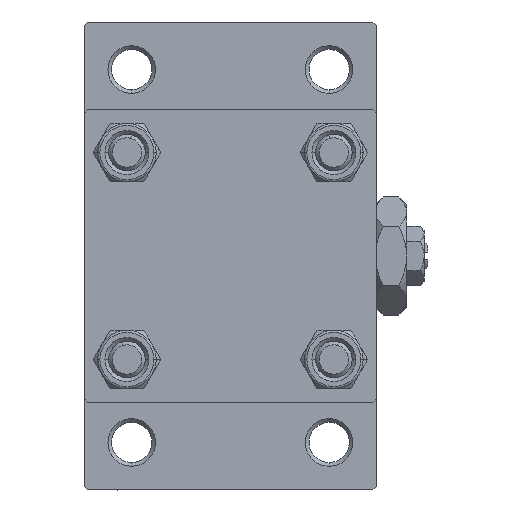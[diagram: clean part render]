
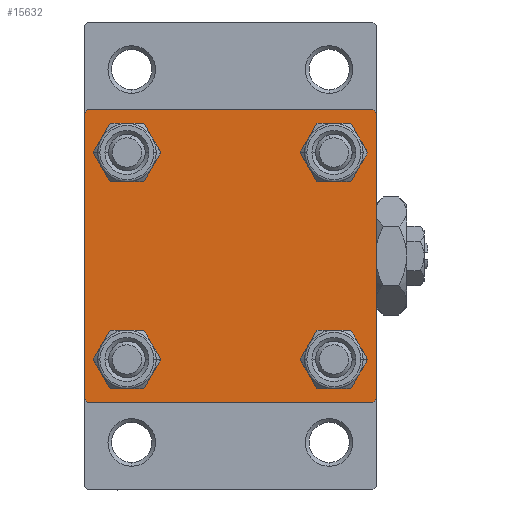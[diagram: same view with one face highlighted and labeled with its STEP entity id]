
A CAD part, left-side view. The second image highlights one B-rep face of the part: STEP entity #15632.
In plain terms, the highlighted planar face has unit normal (-1, 0, 0).
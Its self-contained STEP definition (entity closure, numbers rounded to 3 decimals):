
#77 = EDGE_CURVE ( 'NONE', #6972, #38918, #30407, .T. ) ;
#289 = DIRECTION ( 'NONE',  ( 1., 0., 0. ) ) ;
#422 = DIRECTION ( 'NONE',  ( 0., 0.707, 0.707 ) ) ;
#621 = DIRECTION ( 'NONE',  ( 1., 0., 0. ) ) ;
#1495 = AXIS2_PLACEMENT_3D ( 'NONE', #12040, #19273, #32362 ) ;
#2111 = DIRECTION ( 'NONE',  ( 1., 0., 0. ) ) ;
#2712 = CARTESIAN_POINT ( 'NONE',  ( 0., 0., 0. ) ) ;
#3213 = ORIENTED_EDGE ( 'NONE', *, *, #37528, .T. ) ;
#3435 = DIRECTION ( 'NONE',  ( 0., 0., 1. ) ) ;
#3948 = CARTESIAN_POINT ( 'NONE',  ( 0., 19.75, -19.75 ) ) ;
#4160 = LINE ( 'NONE', #45974, #8604 ) ;
#4250 = DIRECTION ( 'NONE',  ( 0., 0., 1. ) ) ;
#4701 = ORIENTED_EDGE ( 'NONE', *, *, #38542, .T. ) ;
#4782 = DIRECTION ( 'NONE',  ( 0., 0., 1. ) ) ;
#4851 = DIRECTION ( 'NONE',  ( 1., 0., 0. ) ) ;
#5251 = VERTEX_POINT ( 'NONE', #16781 ) ;
#5469 = EDGE_CURVE ( 'NONE', #38804, #16949, #7946, .T. ) ;
#6073 = CARTESIAN_POINT ( 'NONE',  ( 0., 14.15, 11.15 ) ) ;
#6140 = VECTOR ( 'NONE', #45646, 1000. ) ;
#6225 = DIRECTION ( 'NONE',  ( 1., 0., 0. ) ) ;
#6371 = EDGE_CURVE ( 'NONE', #16949, #40542, #45098, .T. ) ;
#6462 = DIRECTION ( 'NONE',  ( 0., 0., 1. ) ) ;
#6938 = DIRECTION ( 'NONE',  ( 0., 0., 1. ) ) ;
#6945 = FACE_BOUND ( 'NONE', #41843, .T. ) ;
#6972 = VERTEX_POINT ( 'NONE', #44434 ) ;
#7187 = AXIS2_PLACEMENT_3D ( 'NONE', #46162, #621, #6938 ) ;
#7483 = DIRECTION ( 'NONE',  ( 0., -1., 0. ) ) ;
#7946 = LINE ( 'NONE', #3948, #45579 ) ;
#8563 = LINE ( 'NONE', #46615, #21421 ) ;
#8604 = VECTOR ( 'NONE', #422, 1000. ) ;
#8616 = CARTESIAN_POINT ( 'NONE',  ( 0., -14.15, -14.15 ) ) ;
#8808 = DIRECTION ( 'NONE',  ( 0., 0., -1. ) ) ;
#9234 = ORIENTED_EDGE ( 'NONE', *, *, #31970, .T. ) ;
#11177 = FACE_BOUND ( 'NONE', #42341, .T. ) ;
#11519 = VERTEX_POINT ( 'NONE', #37624 ) ;
#12040 = CARTESIAN_POINT ( 'NONE',  ( 0., 14.15, -14.15 ) ) ;
#12624 = CIRCLE ( 'NONE', #34880, 3. ) ;
#12693 = VERTEX_POINT ( 'NONE', #25426 ) ;
#13965 = EDGE_LOOP ( 'NONE', ( #39871, #3213 ) ) ;
#14048 = LINE ( 'NONE', #36665, #37896 ) ;
#14710 = CARTESIAN_POINT ( 'NONE',  ( 0., -14.15, 11.15 ) ) ;
#14986 = LINE ( 'NONE', #26408, #34265 ) ;
#15632 = ADVANCED_FACE ( 'NONE', ( #45488, #6945, #30341, #11177, #25878 ), #22641, .T. ) ;
#15728 = CARTESIAN_POINT ( 'NONE',  ( 0., 14.15, -14.15 ) ) ;
#15959 = CIRCLE ( 'NONE', #7187, 3. ) ;
#16165 = EDGE_CURVE ( 'NONE', #38918, #6972, #41179, .T. ) ;
#16781 = CARTESIAN_POINT ( 'NONE',  ( 0., 14.15, -17.15 ) ) ;
#16949 = VERTEX_POINT ( 'NONE', #29161 ) ;
#17799 = CARTESIAN_POINT ( 'NONE',  ( 0., -14.15, 17.15 ) ) ;
#17856 = AXIS2_PLACEMENT_3D ( 'NONE', #15728, #29373, #47757 ) ;
#19051 = ORIENTED_EDGE ( 'NONE', *, *, #37172, .T. ) ;
#19209 = VERTEX_POINT ( 'NONE', #48253 ) ;
#19273 = DIRECTION ( 'NONE',  ( 1., 0., 0. ) ) ;
#20050 = CARTESIAN_POINT ( 'NONE',  ( 0., 20., -19.5 ) ) ;
#20968 = CARTESIAN_POINT ( 'NONE',  ( 0., -14.15, -17.15 ) ) ;
#21360 = EDGE_CURVE ( 'NONE', #42162, #25721, #31262, .T. ) ;
#21421 = VECTOR ( 'NONE', #8808, 1000. ) ;
#21547 = CARTESIAN_POINT ( 'NONE',  ( 0., -20., 20. ) ) ;
#21833 = VECTOR ( 'NONE', #36701, 1000. ) ;
#22151 = CARTESIAN_POINT ( 'NONE',  ( 0., -19.5, -20. ) ) ;
#22395 = DIRECTION ( 'NONE',  ( -1., 0., 0. ) ) ;
#22607 = CIRCLE ( 'NONE', #17856, 3. ) ;
#22641 = PLANE ( 'NONE',  #34022 ) ;
#22907 = DIRECTION ( 'NONE',  ( 0., -0.707, -0.707 ) ) ;
#23416 = ORIENTED_EDGE ( 'NONE', *, *, #41675, .F. ) ;
#23437 = EDGE_CURVE ( 'NONE', #12693, #5251, #22607, .T. ) ;
#23743 = EDGE_CURVE ( 'NONE', #11519, #39622, #48389, .T. ) ;
#24058 = CARTESIAN_POINT ( 'NONE',  ( 0., 14.15, 14.15 ) ) ;
#24387 = ORIENTED_EDGE ( 'NONE', *, *, #29492, .T. ) ;
#24698 = ORIENTED_EDGE ( 'NONE', *, *, #5469, .T. ) ;
#25426 = CARTESIAN_POINT ( 'NONE',  ( 0., 14.15, -11.15 ) ) ;
#25721 = VERTEX_POINT ( 'NONE', #14710 ) ;
#25878 = FACE_OUTER_BOUND ( 'NONE', #27366, .T. ) ;
#26189 = ORIENTED_EDGE ( 'NONE', *, *, #77, .T. ) ;
#26273 = CARTESIAN_POINT ( 'NONE',  ( 0., 19.75, 19.75 ) ) ;
#26408 = CARTESIAN_POINT ( 'NONE',  ( 0., 20., 20. ) ) ;
#27054 = VERTEX_POINT ( 'NONE', #45684 ) ;
#27366 = EDGE_LOOP ( 'NONE', ( #4701, #24698, #36880, #35744, #48557, #9234, #23416, #24387 ) ) ;
#27793 = DIRECTION ( 'NONE',  ( 0., 0., 1. ) ) ;
#27873 = CARTESIAN_POINT ( 'NONE',  ( 0., -14.15, -11.15 ) ) ;
#29161 = CARTESIAN_POINT ( 'NONE',  ( 0., 19.5, -20. ) ) ;
#29216 = DIRECTION ( 'NONE',  ( 0., -0.707, 0.707 ) ) ;
#29236 = CARTESIAN_POINT ( 'NONE',  ( 0., -20., -19.5 ) ) ;
#29240 = ORIENTED_EDGE ( 'NONE', *, *, #16165, .T. ) ;
#29373 = DIRECTION ( 'NONE',  ( 1., 0., 0. ) ) ;
#29492 = EDGE_CURVE ( 'NONE', #19209, #27054, #37221, .T. ) ;
#29690 = CARTESIAN_POINT ( 'NONE',  ( 0., 20., -20. ) ) ;
#29966 = EDGE_CURVE ( 'NONE', #40542, #39622, #14048, .T. ) ;
#30341 = FACE_BOUND ( 'NONE', #13965, .T. ) ;
#30407 = CIRCLE ( 'NONE', #46291, 3. ) ;
#30717 = VERTEX_POINT ( 'NONE', #27873 ) ;
#31262 = CIRCLE ( 'NONE', #32857, 3. ) ;
#31651 = VERTEX_POINT ( 'NONE', #46777 ) ;
#31970 = EDGE_CURVE ( 'NONE', #11519, #31651, #4160, .T. ) ;
#32362 = DIRECTION ( 'NONE',  ( 0., 0., 1. ) ) ;
#32374 = ORIENTED_EDGE ( 'NONE', *, *, #40500, .T. ) ;
#32857 = AXIS2_PLACEMENT_3D ( 'NONE', #40311, #6225, #6462 ) ;
#33538 = EDGE_CURVE ( 'NONE', #40057, #30717, #40301, .T. ) ;
#33903 = CARTESIAN_POINT ( 'NONE',  ( 0., -14.15, -14.15 ) ) ;
#34022 = AXIS2_PLACEMENT_3D ( 'NONE', #2712, #22395, #3435 ) ;
#34265 = VECTOR ( 'NONE', #7483, 1000. ) ;
#34880 = AXIS2_PLACEMENT_3D ( 'NONE', #8616, #4851, #35231 ) ;
#35225 = ORIENTED_EDGE ( 'NONE', *, *, #33538, .T. ) ;
#35231 = DIRECTION ( 'NONE',  ( 0., 0., 1. ) ) ;
#35431 = ORIENTED_EDGE ( 'NONE', *, *, #21360, .T. ) ;
#35558 = AXIS2_PLACEMENT_3D ( 'NONE', #33903, #45560, #4250 ) ;
#35744 = ORIENTED_EDGE ( 'NONE', *, *, #29966, .T. ) ;
#36665 = CARTESIAN_POINT ( 'NONE',  ( 0., -19.75, -19.75 ) ) ;
#36701 = DIRECTION ( 'NONE',  ( 0., 0., -1. ) ) ;
#36880 = ORIENTED_EDGE ( 'NONE', *, *, #6371, .T. ) ;
#37172 = EDGE_CURVE ( 'NONE', #30717, #40057, #12624, .T. ) ;
#37221 = LINE ( 'NONE', #26273, #6140 ) ;
#37528 = EDGE_CURVE ( 'NONE', #5251, #12693, #47603, .T. ) ;
#37624 = CARTESIAN_POINT ( 'NONE',  ( 0., -20., 19.5 ) ) ;
#37896 = VECTOR ( 'NONE', #29216, 1000. ) ;
#38123 = DIRECTION ( 'NONE',  ( 0., -1., 0. ) ) ;
#38542 = EDGE_CURVE ( 'NONE', #27054, #38804, #8563, .T. ) ;
#38804 = VERTEX_POINT ( 'NONE', #20050 ) ;
#38887 = CARTESIAN_POINT ( 'NONE',  ( 0., 14.15, 14.15 ) ) ;
#38918 = VERTEX_POINT ( 'NONE', #6073 ) ;
#39622 = VERTEX_POINT ( 'NONE', #29236 ) ;
#39871 = ORIENTED_EDGE ( 'NONE', *, *, #23437, .T. ) ;
#40057 = VERTEX_POINT ( 'NONE', #20968 ) ;
#40081 = VECTOR ( 'NONE', #38123, 1000. ) ;
#40301 = CIRCLE ( 'NONE', #35558, 3. ) ;
#40311 = CARTESIAN_POINT ( 'NONE',  ( 0., -14.15, 14.15 ) ) ;
#40500 = EDGE_CURVE ( 'NONE', #25721, #42162, #15959, .T. ) ;
#40542 = VERTEX_POINT ( 'NONE', #22151 ) ;
#41179 = CIRCLE ( 'NONE', #49133, 3. ) ;
#41675 = EDGE_CURVE ( 'NONE', #19209, #31651, #14986, .T. ) ;
#41843 = EDGE_LOOP ( 'NONE', ( #19051, #35225 ) ) ;
#42162 = VERTEX_POINT ( 'NONE', #17799 ) ;
#42341 = EDGE_LOOP ( 'NONE', ( #26189, #29240 ) ) ;
#44434 = CARTESIAN_POINT ( 'NONE',  ( 0., 14.15, 17.15 ) ) ;
#45098 = LINE ( 'NONE', #29690, #40081 ) ;
#45488 = FACE_BOUND ( 'NONE', #47727, .T. ) ;
#45560 = DIRECTION ( 'NONE',  ( 1., 0., 0. ) ) ;
#45579 = VECTOR ( 'NONE', #22907, 1000. ) ;
#45646 = DIRECTION ( 'NONE',  ( 0., 0.707, -0.707 ) ) ;
#45684 = CARTESIAN_POINT ( 'NONE',  ( 0., 20., 19.5 ) ) ;
#45974 = CARTESIAN_POINT ( 'NONE',  ( 0., -19.75, 19.75 ) ) ;
#46162 = CARTESIAN_POINT ( 'NONE',  ( 0., -14.15, 14.15 ) ) ;
#46291 = AXIS2_PLACEMENT_3D ( 'NONE', #24058, #2111, #27793 ) ;
#46615 = CARTESIAN_POINT ( 'NONE',  ( 0., 20., 20. ) ) ;
#46777 = CARTESIAN_POINT ( 'NONE',  ( 0., -19.5, 20. ) ) ;
#47603 = CIRCLE ( 'NONE', #1495, 3. ) ;
#47727 = EDGE_LOOP ( 'NONE', ( #35431, #32374 ) ) ;
#47757 = DIRECTION ( 'NONE',  ( 0., 0., 1. ) ) ;
#48253 = CARTESIAN_POINT ( 'NONE',  ( 0., 19.5, 20. ) ) ;
#48389 = LINE ( 'NONE', #21547, #21833 ) ;
#48557 = ORIENTED_EDGE ( 'NONE', *, *, #23743, .F. ) ;
#49133 = AXIS2_PLACEMENT_3D ( 'NONE', #38887, #289, #4782 ) ;
